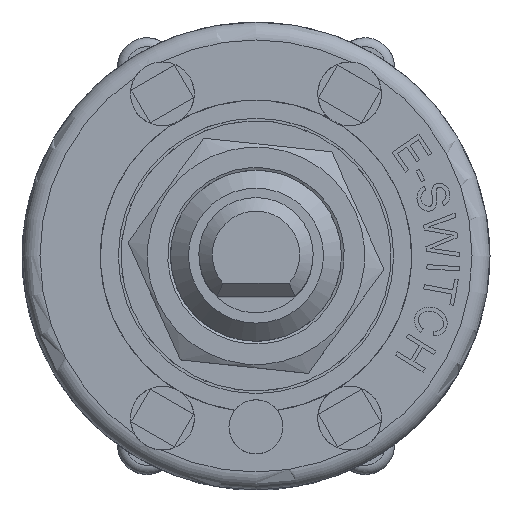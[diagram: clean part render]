
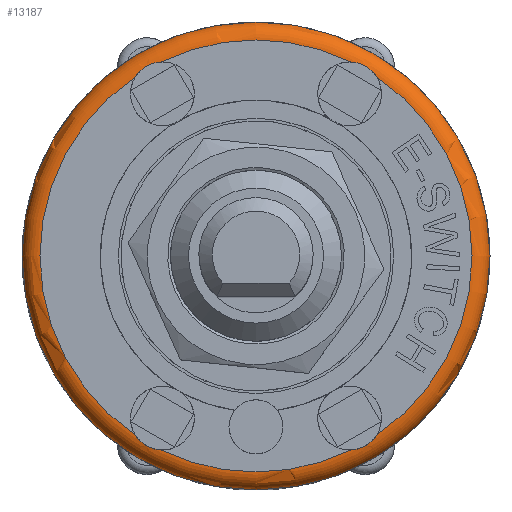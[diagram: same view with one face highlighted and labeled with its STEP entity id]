
A CAD part, top view. The second image highlights one B-rep face of the part: STEP entity #13187.
In plain terms, the highlighted toroidal (fillet/blend) face has major radius 12 mm and minor radius 1 mm.
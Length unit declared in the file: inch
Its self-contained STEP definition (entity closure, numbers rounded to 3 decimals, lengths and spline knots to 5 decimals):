
#26=TOROIDAL_SURFACE('',#13859,0.47244,0.03937);
#1132=B_SPLINE_CURVE_WITH_KNOTS('',3,(#22776,#22777,#22778,#22779,#22780,
#22781,#22782,#22783,#22784,#22785,#22786,#22787),.UNSPECIFIED.,.F.,.F.,
(4,2,2,2,2,4),(-0.26924,-0.24463,-0.21597,
-0.19207,-0.16451,-0.13568),.UNSPECIFIED.);
#1133=B_SPLINE_CURVE_WITH_KNOTS('',3,(#22799,#22800,#22801,#22802,#22803,
#22804,#22805,#22806,#22807,#22808,#22809,#22810),.UNSPECIFIED.,.F.,.F.,
(4,2,2,2,2,4),(-0.26924,-0.24463,-0.21597,
-0.19207,-0.16451,-0.13568),.UNSPECIFIED.);
#1134=B_SPLINE_CURVE_WITH_KNOTS('',3,(#22827,#22828,#22829,#22830,#22831,
#22832,#22833,#22834,#22835,#22836,#22837,#22838),.UNSPECIFIED.,.F.,.F.,
(4,2,2,2,2,4),(-0.26924,-0.24463,-0.21597,
-0.19207,-0.16451,-0.13568),.UNSPECIFIED.);
#1135=B_SPLINE_CURVE_WITH_KNOTS('',3,(#22860,#22861,#22862,#22863,#22864,
#22865,#22866,#22867,#22868,#22869,#22870,#22871),.UNSPECIFIED.,.F.,.F.,
(4,2,2,2,2,4),(-0.26924,-0.24463,-0.21597,
-0.19207,-0.16451,-0.13568),.UNSPECIFIED.);
#1801=FACE_OUTER_BOUND('',#2584,.T.);
#2584=EDGE_LOOP('',(#12160,#12161,#12162,#12163,#12164,#12165,#12166,#12167,
#12168,#12169,#12170,#12171));
#5506=CIRCLE('',#13812,0.51181);
#5533=CIRCLE('',#13860,0.03937);
#5534=CIRCLE('',#13861,0.47244);
#5535=CIRCLE('',#13862,0.47244);
#5536=CIRCLE('',#13863,0.47244);
#5537=CIRCLE('',#13864,0.47244);
#5538=CIRCLE('',#13865,0.47244);
#6743=VERTEX_POINT('',#22738);
#6751=VERTEX_POINT('',#22774);
#6752=VERTEX_POINT('',#22775);
#6755=VERTEX_POINT('',#22797);
#6756=VERTEX_POINT('',#22798);
#6761=VERTEX_POINT('',#22825);
#6762=VERTEX_POINT('',#22826);
#6769=VERTEX_POINT('',#22858);
#6770=VERTEX_POINT('',#22859);
#6773=VERTEX_POINT('',#22881);
#8584=EDGE_CURVE('',#6743,#6743,#5506,.T.);
#8602=EDGE_CURVE('',#6751,#6752,#1132,.T.);
#8608=EDGE_CURVE('',#6755,#6756,#1133,.T.);
#8616=EDGE_CURVE('',#6761,#6762,#1134,.T.);
#8626=EDGE_CURVE('',#6769,#6770,#1135,.T.);
#8632=EDGE_CURVE('',#6743,#6773,#5533,.T.);
#8633=EDGE_CURVE('',#6773,#6761,#5534,.T.);
#8634=EDGE_CURVE('',#6762,#6755,#5535,.T.);
#8635=EDGE_CURVE('',#6756,#6751,#5536,.T.);
#8636=EDGE_CURVE('',#6752,#6769,#5537,.T.);
#8637=EDGE_CURVE('',#6770,#6773,#5538,.T.);
#12160=ORIENTED_EDGE('',*,*,#8584,.T.);
#12161=ORIENTED_EDGE('',*,*,#8632,.T.);
#12162=ORIENTED_EDGE('',*,*,#8633,.T.);
#12163=ORIENTED_EDGE('',*,*,#8616,.T.);
#12164=ORIENTED_EDGE('',*,*,#8634,.T.);
#12165=ORIENTED_EDGE('',*,*,#8608,.T.);
#12166=ORIENTED_EDGE('',*,*,#8635,.T.);
#12167=ORIENTED_EDGE('',*,*,#8602,.T.);
#12168=ORIENTED_EDGE('',*,*,#8636,.T.);
#12169=ORIENTED_EDGE('',*,*,#8626,.T.);
#12170=ORIENTED_EDGE('',*,*,#8637,.T.);
#12171=ORIENTED_EDGE('',*,*,#8632,.F.);
#13187=ADVANCED_FACE('',(#1801),#26,.T.);
#13812=AXIS2_PLACEMENT_3D('',#22739,#16394,#16395);
#13859=AXIS2_PLACEMENT_3D('',#22880,#16505,#16506);
#13860=AXIS2_PLACEMENT_3D('',#22882,#16507,#16508);
#13861=AXIS2_PLACEMENT_3D('',#22883,#16509,#16510);
#13862=AXIS2_PLACEMENT_3D('',#22884,#16511,#16512);
#13863=AXIS2_PLACEMENT_3D('',#22885,#16513,#16514);
#13864=AXIS2_PLACEMENT_3D('',#22886,#16515,#16516);
#13865=AXIS2_PLACEMENT_3D('',#22887,#16517,#16518);
#16394=DIRECTION('center_axis',(0.,0.,1.));
#16395=DIRECTION('ref_axis',(-1.,0.,0.));
#16505=DIRECTION('center_axis',(0.,0.,-1.));
#16506=DIRECTION('ref_axis',(-1.,0.,0.));
#16507=DIRECTION('center_axis',(0.,-1.,0.));
#16508=DIRECTION('ref_axis',(1.,0.,0.));
#16509=DIRECTION('center_axis',(0.,0.,-1.));
#16510=DIRECTION('ref_axis',(-1.,0.,0.));
#16511=DIRECTION('center_axis',(0.,0.,-1.));
#16512=DIRECTION('ref_axis',(-1.,0.,0.));
#16513=DIRECTION('center_axis',(0.,0.,-1.));
#16514=DIRECTION('ref_axis',(-1.,0.,0.));
#16515=DIRECTION('center_axis',(0.,0.,-1.));
#16516=DIRECTION('ref_axis',(-1.,0.,0.));
#16517=DIRECTION('center_axis',(0.,0.,-1.));
#16518=DIRECTION('ref_axis',(-1.,0.,0.));
#22738=CARTESIAN_POINT('',(0.51181,0.,0.37402));
#22739=CARTESIAN_POINT('Origin',(0.,0.,0.37402));
#22774=CARTESIAN_POINT('',(-0.26379,0.39194,0.41339));
#22775=CARTESIAN_POINT('',(-0.20753,0.42442,0.41339));
#22776=CARTESIAN_POINT('Ctrl Pts',(-0.26379,0.39194,
0.41339));
#22777=CARTESIAN_POINT('Ctrl Pts',(-0.26165,0.39532,
0.41339));
#22778=CARTESIAN_POINT('Ctrl Pts',(-0.25918,0.39859,
0.41329));
#22779=CARTESIAN_POINT('Ctrl Pts',(-0.25306,0.40529,
0.41304));
#22780=CARTESIAN_POINT('Ctrl Pts',(-0.2494,0.40855,
0.4129));
#22781=CARTESIAN_POINT('Ctrl Pts',(-0.24211,0.41377,
0.41277));
#22782=CARTESIAN_POINT('Ctrl Pts',(-0.2386,0.41585,
0.41276));
#22783=CARTESIAN_POINT('Ctrl Pts',(-0.23069,0.41964,
0.41286));
#22784=CARTESIAN_POINT('Ctrl Pts',(-0.22626,0.42124,
0.41299));
#22785=CARTESIAN_POINT('Ctrl Pts',(-0.21694,0.42357,
0.41325));
#22786=CARTESIAN_POINT('Ctrl Pts',(-0.21219,0.42423,
0.41339));
#22787=CARTESIAN_POINT('Ctrl Pts',(-0.20753,0.42442,
0.41339));
#22797=CARTESIAN_POINT('',(-0.20753,-0.42442,0.41339));
#22798=CARTESIAN_POINT('',(-0.26379,-0.39194,0.41339));
#22799=CARTESIAN_POINT('Ctrl Pts',(-0.20753,-0.42442,
0.41339));
#22800=CARTESIAN_POINT('Ctrl Pts',(-0.21153,-0.42426,
0.41339));
#22801=CARTESIAN_POINT('Ctrl Pts',(-0.2156,-0.42375,
0.41329));
#22802=CARTESIAN_POINT('Ctrl Pts',(-0.22446,-0.42181,
0.41304));
#22803=CARTESIAN_POINT('Ctrl Pts',(-0.22911,-0.42026,
0.4129));
#22804=CARTESIAN_POINT('Ctrl Pts',(-0.23728,-0.41656,
0.41277));
#22805=CARTESIAN_POINT('Ctrl Pts',(-0.24084,-0.41456,
0.41276));
#22806=CARTESIAN_POINT('Ctrl Pts',(-0.24808,-0.4096,
0.41286));
#22807=CARTESIAN_POINT('Ctrl Pts',(-0.25168,-0.40656,
0.41299));
#22808=CARTESIAN_POINT('Ctrl Pts',(-0.25836,-0.39966,
0.41325));
#22809=CARTESIAN_POINT('Ctrl Pts',(-0.2613,-0.39588,
0.41339));
#22810=CARTESIAN_POINT('Ctrl Pts',(-0.26379,-0.39194,
0.41339));
#22825=CARTESIAN_POINT('',(0.26379,-0.39194,0.41339));
#22826=CARTESIAN_POINT('',(0.20753,-0.42442,0.41339));
#22827=CARTESIAN_POINT('Ctrl Pts',(0.26379,-0.39194,
0.41339));
#22828=CARTESIAN_POINT('Ctrl Pts',(0.26165,-0.39532,
0.41339));
#22829=CARTESIAN_POINT('Ctrl Pts',(0.25918,-0.39859,
0.41329));
#22830=CARTESIAN_POINT('Ctrl Pts',(0.25306,-0.40529,
0.41304));
#22831=CARTESIAN_POINT('Ctrl Pts',(0.2494,-0.40855,
0.4129));
#22832=CARTESIAN_POINT('Ctrl Pts',(0.24211,-0.41377,
0.41277));
#22833=CARTESIAN_POINT('Ctrl Pts',(0.2386,-0.41585,
0.41276));
#22834=CARTESIAN_POINT('Ctrl Pts',(0.23069,-0.41964,
0.41286));
#22835=CARTESIAN_POINT('Ctrl Pts',(0.22626,-0.42124,
0.41299));
#22836=CARTESIAN_POINT('Ctrl Pts',(0.21694,-0.42357,
0.41325));
#22837=CARTESIAN_POINT('Ctrl Pts',(0.21219,-0.42423,
0.41339));
#22838=CARTESIAN_POINT('Ctrl Pts',(0.20753,-0.42442,
0.41339));
#22858=CARTESIAN_POINT('',(0.20753,0.42442,0.41339));
#22859=CARTESIAN_POINT('',(0.26379,0.39194,0.41339));
#22860=CARTESIAN_POINT('Ctrl Pts',(0.20753,0.42442,0.41339));
#22861=CARTESIAN_POINT('Ctrl Pts',(0.21153,0.42426,
0.41339));
#22862=CARTESIAN_POINT('Ctrl Pts',(0.2156,0.42375,
0.41329));
#22863=CARTESIAN_POINT('Ctrl Pts',(0.22446,0.42181,0.41304));
#22864=CARTESIAN_POINT('Ctrl Pts',(0.22911,0.42026,
0.4129));
#22865=CARTESIAN_POINT('Ctrl Pts',(0.23728,0.41656,0.41277));
#22866=CARTESIAN_POINT('Ctrl Pts',(0.24084,0.41456,
0.41276));
#22867=CARTESIAN_POINT('Ctrl Pts',(0.24808,0.4096,
0.41286));
#22868=CARTESIAN_POINT('Ctrl Pts',(0.25168,0.40656,
0.41299));
#22869=CARTESIAN_POINT('Ctrl Pts',(0.25836,0.39966,
0.41325));
#22870=CARTESIAN_POINT('Ctrl Pts',(0.2613,0.39588,
0.41339));
#22871=CARTESIAN_POINT('Ctrl Pts',(0.26379,0.39194,
0.41339));
#22880=CARTESIAN_POINT('Origin',(0.,0.,0.37402));
#22881=CARTESIAN_POINT('',(0.47244,0.,0.41339));
#22882=CARTESIAN_POINT('Origin',(0.47244,0.,
0.37402));
#22883=CARTESIAN_POINT('Origin',(0.,0.,0.41339));
#22884=CARTESIAN_POINT('Origin',(0.,0.,0.41339));
#22885=CARTESIAN_POINT('Origin',(0.,0.,0.41339));
#22886=CARTESIAN_POINT('Origin',(0.,0.,0.41339));
#22887=CARTESIAN_POINT('Origin',(0.,0.,0.41339));
